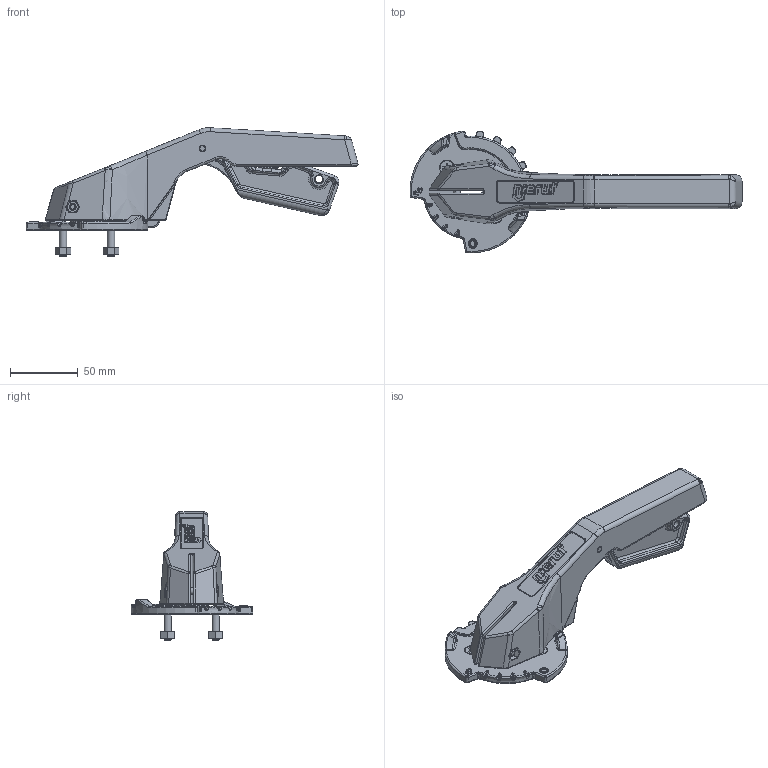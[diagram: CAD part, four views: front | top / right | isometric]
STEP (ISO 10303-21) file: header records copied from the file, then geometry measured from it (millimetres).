
FILE_DESCRIPTION(('HOOPS Exchange Step'),'2;1');
FILE_NAME('Handhebel_HB01_Gr0_F05_14mm_200mm.stp','2025-03-07T16:51:29+01:00',('nieru'),('Unknown organisation'),'HOOPS Exchange 2024.2','HOOPS Exchange','Unknown authorisation');
FILE_SCHEMA( ('AP203_CONFIGURATION_CONTROLLED_3D_DESIGN_OF_MECHANICAL_PARTS_AND_ASSEMBLIES_MIM_LF') );
Length unit declared in the file: millimetre
Products named in the file (2): 0; root
Assembly tree (1 placements, depth 2):
  root
    0
Bounding box: 244.46 x 89.62 x 94.61 mm (x, y, z)
Volume: 158355.6 mm3; surface area: 75704.2 mm2
Topology: 11 solids, 11 shells, 2242 faces, 5343 edges, 3062 vertices
Faces by surface type: cylinder 828, torus 559, bspline 443, plane 346, cone 62, sphere 4
Full cylindrical faces by diameter (mm): 5.4 x4, 6 x2
Entity records: 122795 total; most frequent: CARTESIAN_POINT 73803, ORIENTED_EDGE 10524, DIRECTION 10160, EDGE_CURVE 5262, AXIS2_PLACEMENT_3D 4294, VERTEX_POINT 3062, CIRCLE 2287, EDGE_LOOP 2286
